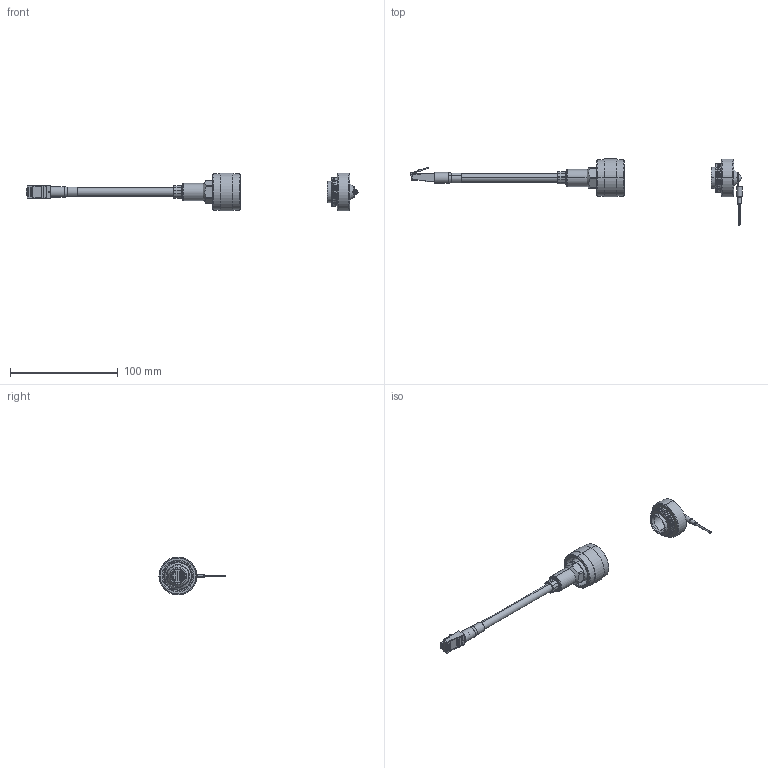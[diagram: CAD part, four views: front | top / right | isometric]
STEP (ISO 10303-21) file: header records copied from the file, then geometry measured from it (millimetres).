
FILE_DESCRIPTION (( 'STEP AP214' ), '1' );
FILE_NAME ('TMD20004007047-016F_3D.step', '2023-07-10T19:53:31', ( '' ), ( '' ), 'SwSTEP 2.0', 'SolidWorks 2022', '' );
FILE_SCHEMA (( 'AUTOMOTIVE_DESIGN' ));
Length unit declared in the file: inch
Products named in the file (18): 3AB10-035-MA6; 3AB10-035-MA4; ECRA0211UA0; 3AB10-035-MA1; 3AB10-035-MA3; ECRU4201U00_Cut Lanyard; 1AD02-018; 1AD02-018-MA2_crimped strain relief; 1AL03-103; 1AD02-018-MA1; TMD20004007047-MA1_SP45004; 3AB10-035-MA5; 3AB10-035; 3AB10-036-MA1_Cut Lanyard; 3AB10-035-MA2; ECRA4211UA0_Cut Lanyard; TMD20004007047-016F_3D; 3AB10-036
Assembly tree (18 placements, depth 4):
  TMD20004007047-016F_3D
    1AL03-103
    ECRA4211UA0_Cut Lanyard
      ECRA0211UA0
        3AB10-035
        3AB10-035-MA1
        3AB10-035-MA2
        3AB10-035-MA3
        3AB10-035-MA4
        3AB10-035-MA5
        3AB10-035-MA6
      ECRU4201U00_Cut Lanyard
        3AB10-036
        3AB10-036-MA1_Cut Lanyard
    1AD02-018  x2
      1AD02-018-MA2_crimped strain relief
      1AD02-018-MA1
    TMD20004007047-MA1_SP45004
Bounding box: 307.52 x 61.18 x 35.15 mm (x, y, z)
Volume: 41553 mm3; surface area: 36397.4 mm2
Topology: 19 solids, 19 shells, 884 faces, 2258 edges, 1429 vertices
Faces by surface type: plane 400, cylinder 335, cone 67, torus 45, bspline 33, sphere 4
Entity records: 27252 total; most frequent: CARTESIAN_POINT 10905, ORIENTED_EDGE 3182, DIRECTION 3128, EDGE_CURVE 1591, AXIS2_PLACEMENT_3D 1147, VERTEX_POINT 1007, VECTOR 834, LINE 834
